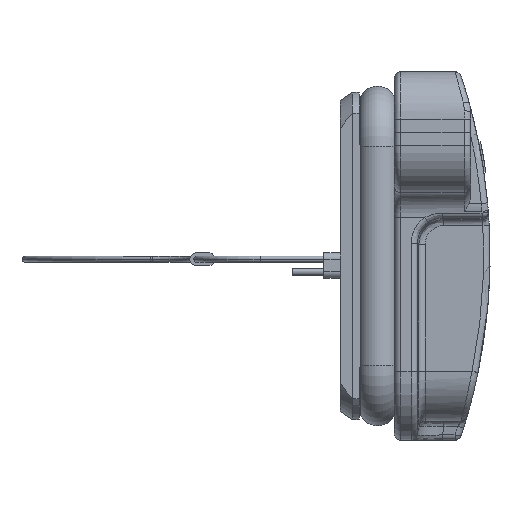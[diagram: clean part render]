
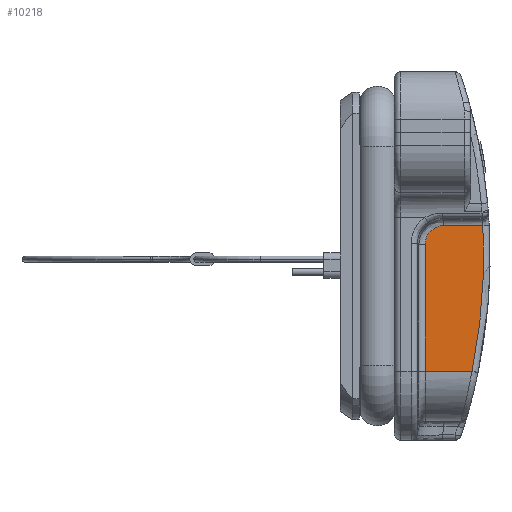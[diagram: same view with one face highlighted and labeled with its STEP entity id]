
A CAD part, left-side view. The second image highlights one B-rep face of the part: STEP entity #10218.
In plain terms, the highlighted planar face has unit normal (-1, 0, -0.018).
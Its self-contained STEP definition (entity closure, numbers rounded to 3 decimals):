
#2164=DIRECTION('',(0.,-1.,0.));
#2165=VECTOR('',#2164,6.145);
#2166=CARTESIAN_POINT('',(-45.183,12.194,4.775));
#2167=LINE('',#2166,#2165);
#2168=CARTESIAN_POINT('',(-45.099,94.947,
-0.017));
#2169=DIRECTION('',(1.,0.,0.017));
#2170=DIRECTION('',(-0.001,-0.999,0.054));
#2171=AXIS2_PLACEMENT_3D('',#2168,#2169,#2170);
#2173=DIRECTION('',(0.,-1.,0.));
#2174=VECTOR('',#2173,7.368);
#2175=CARTESIAN_POINT('',(-44.783,15.153,
-18.14));
#2176=LINE('',#2175,#2174);
#2402=CARTESIAN_POINT('',(-45.183,12.194,4.775));
#2403=CARTESIAN_POINT('',(-45.183,12.507,4.773));
#2404=CARTESIAN_POINT('',(-45.181,13.106,4.679));
#2405=CARTESIAN_POINT('',(-45.174,13.963,4.259));
#2406=CARTESIAN_POINT('',(-45.162,14.634,3.588));
#2407=CARTESIAN_POINT('',(-45.147,15.056,2.73));
#2408=CARTESIAN_POINT('',(-45.137,15.151,2.131));
#2409=CARTESIAN_POINT('',(-45.131,15.153,1.817));
#2416=DIRECTION('',(0.017,0.,-1.));
#2417=VECTOR('',#2416,19.959);
#2418=CARTESIAN_POINT('',(-45.131,15.153,1.817));
#2419=LINE('',#2418,#2417);
#6025=CARTESIAN_POINT('',(-45.183,12.194,4.775));
#6026=CARTESIAN_POINT('',(-45.183,6.049,4.775));
#6027=VERTEX_POINT('',#6025);
#6028=VERTEX_POINT('',#6026);
#6029=CARTESIAN_POINT('',(-44.783,7.785,
-18.14));
#6030=VERTEX_POINT('',#6029);
#6035=CARTESIAN_POINT('',(-44.783,15.153,
-18.14));
#6036=VERTEX_POINT('',#6035);
#6068=VERTEX_POINT('',#2409);
#10202=CARTESIAN_POINT('',(-44.983,10.529,
-6.682));
#10203=DIRECTION('',(1.,0.,0.017));
#10204=DIRECTION('',(0.,1.,0.));
#10205=AXIS2_PLACEMENT_3D('',#10202,#10203,#10204);
#10206=PLANE('',#10205);
#10208=ORIENTED_EDGE('',*,*,#10207,.F.);
#10210=ORIENTED_EDGE('',*,*,#10209,.F.);
#10212=ORIENTED_EDGE('',*,*,#10211,.F.);
#10213=ORIENTED_EDGE('',*,*,#10192,.T.);
#10215=ORIENTED_EDGE('',*,*,#10214,.T.);
#10216=EDGE_LOOP('',(#10208,#10210,#10212,#10213,#10215));
#10217=FACE_OUTER_BOUND('',#10216,.F.);
#10218=ADVANCED_FACE('',(#10217),#10206,.F.);
#2172=CIRCLE('',#2171,89.027);
#2410=B_SPLINE_CURVE_WITH_KNOTS('',3,(#2402,#2403,#2404,#2405,#2406,#2407,#2408,
#2409),.UNSPECIFIED.,.F.,.F.,(4,1,1,1,1,4),(0.,0.2,0.4,0.6,0.8,1.),
.UNSPECIFIED.);
#10192=EDGE_CURVE('',#6027,#6028,#2167,.T.);
#10207=EDGE_CURVE('',#6036,#6030,#2176,.T.);
#10209=EDGE_CURVE('',#6068,#6036,#2419,.T.);
#10211=EDGE_CURVE('',#6027,#6068,#2410,.T.);
#10214=EDGE_CURVE('',#6028,#6030,#2172,.T.);
